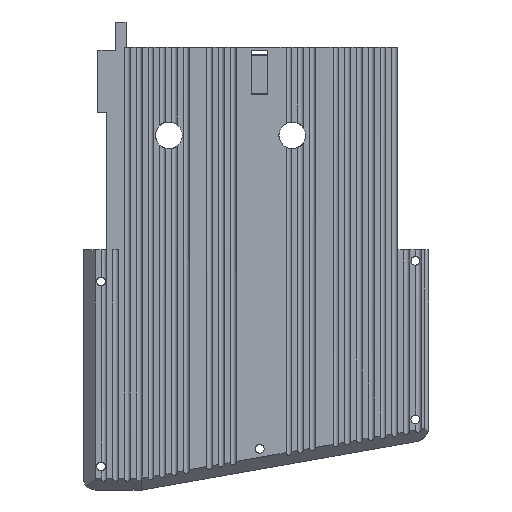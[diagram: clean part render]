
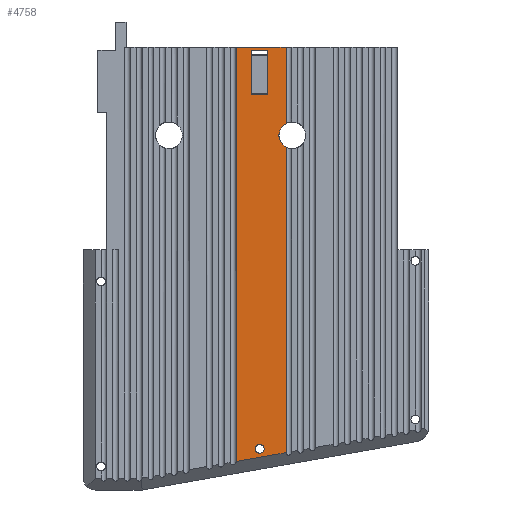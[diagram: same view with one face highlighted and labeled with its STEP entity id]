
A CAD part, top view. The second image highlights one B-rep face of the part: STEP entity #4758.
In plain terms, the highlighted planar face has unit normal (0, 0, 1).
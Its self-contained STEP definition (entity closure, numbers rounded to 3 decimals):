
#118=FACE_BOUND('',#581,.T.);
#119=FACE_BOUND('',#582,.T.);
#135=CIRCLE('',#4909,1.5);
#144=CIRCLE('',#4920,4.55);
#311=FACE_OUTER_BOUND('',#580,.T.);
#580=EDGE_LOOP('',(#3770,#3771,#3772,#3773,#3774,#3775));
#581=EDGE_LOOP('',(#3776,#3777,#3778,#3779));
#582=EDGE_LOOP('',(#3780));
#932=LINE('',#7295,#1527);
#1166=LINE('',#7780,#1761);
#1167=LINE('',#7785,#1762);
#1168=LINE('',#7788,#1763);
#1169=LINE('',#7789,#1764);
#1170=LINE('',#7792,#1765);
#1171=LINE('',#7794,#1766);
#1172=LINE('',#7796,#1767);
#1173=LINE('',#7797,#1768);
#1527=VECTOR('',#5600,1000.);
#1761=VECTOR('',#6062,1000.);
#1762=VECTOR('',#6069,1000.);
#1763=VECTOR('',#6074,1000.);
#1764=VECTOR('',#6075,1000.);
#1765=VECTOR('',#6076,1000.);
#1766=VECTOR('',#6077,1000.);
#1767=VECTOR('',#6078,1000.);
#1768=VECTOR('',#6079,1000.);
#2051=VERTEX_POINT('',#6937);
#2064=VERTEX_POINT('',#7035);
#2065=VERTEX_POINT('',#7036);
#2130=VERTEX_POINT('',#7294);
#2266=VERTEX_POINT('',#7778);
#2267=VERTEX_POINT('',#7779);
#2268=VERTEX_POINT('',#7784);
#2269=VERTEX_POINT('',#7790);
#2270=VERTEX_POINT('',#7791);
#2271=VERTEX_POINT('',#7793);
#2272=VERTEX_POINT('',#7795);
#2518=EDGE_CURVE('',#2051,#2051,#135,.T.);
#2533=EDGE_CURVE('',#2064,#2065,#144,.T.);
#2626=EDGE_CURVE('',#2130,#2065,#932,.T.);
#2883=EDGE_CURVE('',#2266,#2267,#1166,.T.);
#2886=EDGE_CURVE('',#2064,#2268,#1167,.T.);
#2888=EDGE_CURVE('',#2130,#2267,#1168,.T.);
#2889=EDGE_CURVE('',#2268,#2266,#1169,.T.);
#2890=EDGE_CURVE('',#2269,#2270,#1170,.T.);
#2891=EDGE_CURVE('',#2270,#2271,#1171,.T.);
#2892=EDGE_CURVE('',#2271,#2272,#1172,.T.);
#2893=EDGE_CURVE('',#2272,#2269,#1173,.T.);
#3770=ORIENTED_EDGE('',*,*,#2886,.F.);
#3771=ORIENTED_EDGE('',*,*,#2533,.T.);
#3772=ORIENTED_EDGE('',*,*,#2626,.F.);
#3773=ORIENTED_EDGE('',*,*,#2888,.T.);
#3774=ORIENTED_EDGE('',*,*,#2883,.F.);
#3775=ORIENTED_EDGE('',*,*,#2889,.F.);
#3776=ORIENTED_EDGE('',*,*,#2890,.T.);
#3777=ORIENTED_EDGE('',*,*,#2891,.T.);
#3778=ORIENTED_EDGE('',*,*,#2892,.T.);
#3779=ORIENTED_EDGE('',*,*,#2893,.T.);
#3780=ORIENTED_EDGE('',*,*,#2518,.T.);
#4524=PLANE('',#5076);
#4758=ADVANCED_FACE('',(#311,#118,#119),#4524,.F.);
#4909=AXIS2_PLACEMENT_3D('',#6938,#5421,#5422);
#4920=AXIS2_PLACEMENT_3D('',#7037,#5445,#5446);
#5076=AXIS2_PLACEMENT_3D('',#7787,#6072,#6073);
#5421=DIRECTION('center_axis',(0.,0.,-1.));
#5422=DIRECTION('ref_axis',(-1.,0.,0.));
#5445=DIRECTION('center_axis',(0.,0.,-1.));
#5446=DIRECTION('ref_axis',(-1.,0.,0.));
#5600=DIRECTION('',(0.,-1.,0.));
#6062=DIRECTION('',(0.,1.,0.));
#6069=DIRECTION('',(0.,-1.,0.));
#6072=DIRECTION('center_axis',(0.,0.,-1.));
#6073=DIRECTION('ref_axis',(0.,-1.,0.));
#6074=DIRECTION('',(-1.,0.,0.));
#6075=DIRECTION('',(-0.985,-0.174,0.));
#6076=DIRECTION('',(0.,-1.,0.));
#6077=DIRECTION('',(-1.,0.,0.));
#6078=DIRECTION('',(0.,1.,0.));
#6079=DIRECTION('',(1.,0.,0.));
#6937=CARTESIAN_POINT('',(61.5,-234.,26.));
#6938=CARTESIAN_POINT('Origin',(60.,-234.,26.));
#7035=CARTESIAN_POINT('',(69.,-131.336,26.));
#7036=CARTESIAN_POINT('',(69.,-123.264,26.));
#7037=CARTESIAN_POINT('Origin',(71.1,-127.3,26.));
#7294=CARTESIAN_POINT('',(69.,-97.3,26.));
#7295=CARTESIAN_POINT('',(69.,0.,26.));
#7778=CARTESIAN_POINT('',(52.,-238.296,26.));
#7779=CARTESIAN_POINT('',(52.,-97.3,26.));
#7780=CARTESIAN_POINT('',(52.,0.,26.));
#7784=CARTESIAN_POINT('',(69.,-235.298,26.));
#7785=CARTESIAN_POINT('',(69.,0.,26.));
#7787=CARTESIAN_POINT('Origin',(0.,0.,26.));
#7788=CARTESIAN_POINT('',(0.,-97.3,26.));
#7789=CARTESIAN_POINT('',(116.205,-226.975,26.));
#7790=CARTESIAN_POINT('',(62.75,-98.3,26.));
#7791=CARTESIAN_POINT('',(62.75,-113.47,26.));
#7792=CARTESIAN_POINT('',(62.75,-98.3,26.));
#7793=CARTESIAN_POINT('',(57.25,-113.47,26.));
#7794=CARTESIAN_POINT('',(57.25,-113.47,26.));
#7795=CARTESIAN_POINT('',(57.25,-98.3,26.));
#7796=CARTESIAN_POINT('',(57.25,-98.3,26.));
#7797=CARTESIAN_POINT('',(62.75,-98.3,26.));
